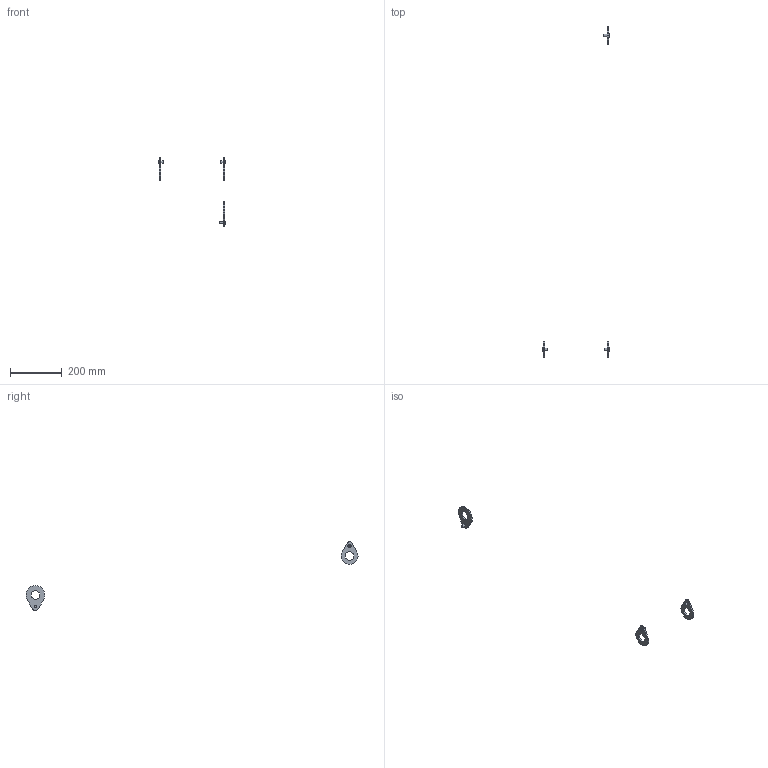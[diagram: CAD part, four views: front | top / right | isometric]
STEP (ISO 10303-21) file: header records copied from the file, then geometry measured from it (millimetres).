
FILE_DESCRIPTION( ( '' ), ' ' );
FILE_NAME( '5deea12641b5c615554794a2.step', '2019-12-09T19:31:51', ( '' ), ( '' ), ' ', ' ', ' ' );
FILE_SCHEMA( ( 'AUTOMOTIVE_DESIGN { 1 0 10303 214 1 1 1 1 }' ) );
Length unit declared in the file: metre
Products named in the file (3): Part 71; Part 65; Part 66
Bounding box: 257.36 x 1280.54 x 264.73 mm (x, y, z)
Volume: 55798.3 mm3; surface area: 27308.1 mm2
Topology: 3 solids, 3 shells, 51 faces, 116 edges, 77 vertices
Faces by surface type: plane 36, cylinder 12, torus 3
Full cylindrical faces by diameter (mm): 8.89 x3, 12.7 x3
Entity records: 1822 total; most frequent: DIRECTION 240, CARTESIAN_POINT 234, ORIENTED_EDGE 210, EDGE_CURVE 105, AXIS2_PLACEMENT_3D 81, LINE 78, VECTOR 78, VERTEX_POINT 75
